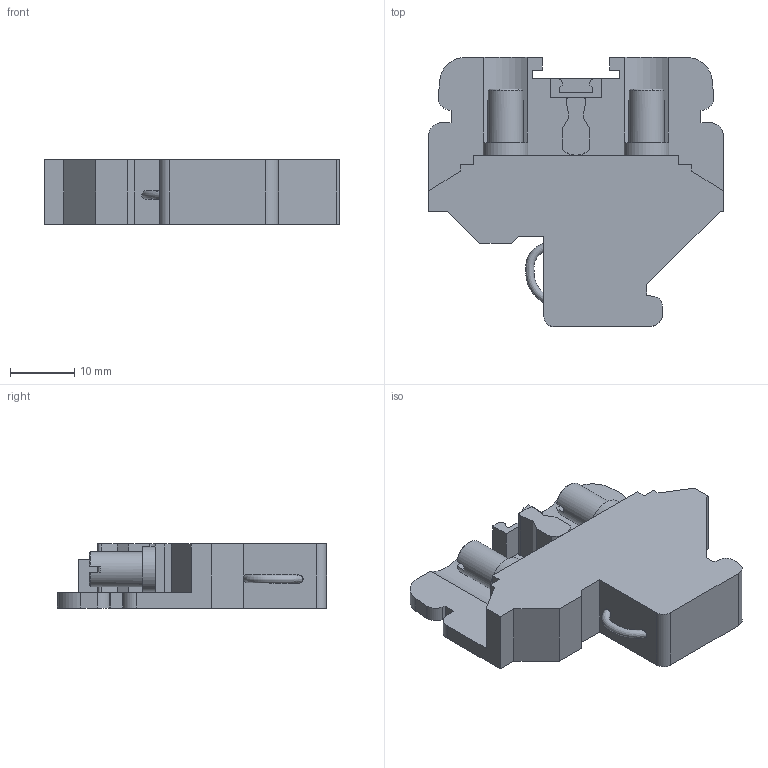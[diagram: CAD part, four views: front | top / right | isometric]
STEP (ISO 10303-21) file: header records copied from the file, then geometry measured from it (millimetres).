
FILE_DESCRIPTION(/* description */ ('Unknown'),/* implementation_level */ '2;1');
FILE_NAME(/* name */ 'CATM3_KH_3D',/* time_stamp */ '2019-11-12T10:27:45+06:00',/* author */ ('Unknown'),/* organization */ ('Unknown'),/* preprocessor_version */ 'ST-DEVELOPER v16.7',/* originating_system */ 'DEX',/* authorisation */ $);
FILE_SCHEMA (('AUTOMOTIVE_DESIGN {1 0 10303 214 3 1 1}'));
Length unit declared in the file: millimetre
Products named in the file (1): CATM3
Bounding box: 46 x 42 x 10 mm (x, y, z)
Volume: 9982 mm3; surface area: 5192.2 mm2
Topology: 1 solids, 3 shells, 127 faces, 350 edges, 233 vertices
Faces by surface type: plane 90, cylinder 26, cone 10, bspline 1
Full cylindrical faces by diameter (mm): 2.459 x2, 3 x4, 5.5 x2, 7 x2
Entity records: 5032 total; most frequent: CARTESIAN_POINT 961, ORIENTED_EDGE 644, DIRECTION 639, EDGE_CURVE 322, LINE 237, VECTOR 237, VERTEX_POINT 222, AXIS2_PLACEMENT_3D 201
